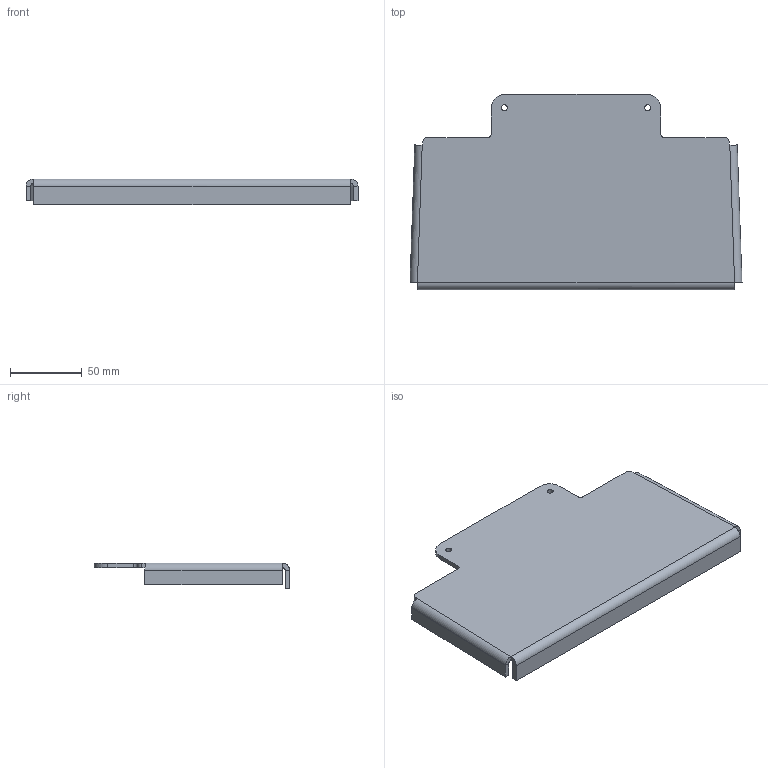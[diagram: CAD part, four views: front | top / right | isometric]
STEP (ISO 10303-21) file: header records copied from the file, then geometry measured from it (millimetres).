
FILE_DESCRIPTION (( 'STEP AP214' ), '1' );
FILE_NAME ('Case - Thin.STEP', '2014-12-22T03:04:50', ( '' ), ( '' ), 'SwSTEP 2.0', 'SolidWorks 2014', '' );
FILE_SCHEMA (( 'AUTOMOTIVE_DESIGN' ));
Length unit declared in the file: millimetre
Products named in the file (1): Case - Thin
Bounding box: 231.61 x 136.42 x 18.07 mm (x, y, z)
Volume: 103363.2 mm3; surface area: 67686.2 mm2
Topology: 1 solids, 1 shells, 50 faces, 120 edges, 72 vertices
Faces by surface type: plane 32, cylinder 16, bspline 2
Entity records: 1562 total; most frequent: CARTESIAN_POINT 357, DIRECTION 242, ORIENTED_EDGE 240, EDGE_CURVE 120, LINE 88, VECTOR 88, AXIS2_PLACEMENT_3D 77, VERTEX_POINT 72
